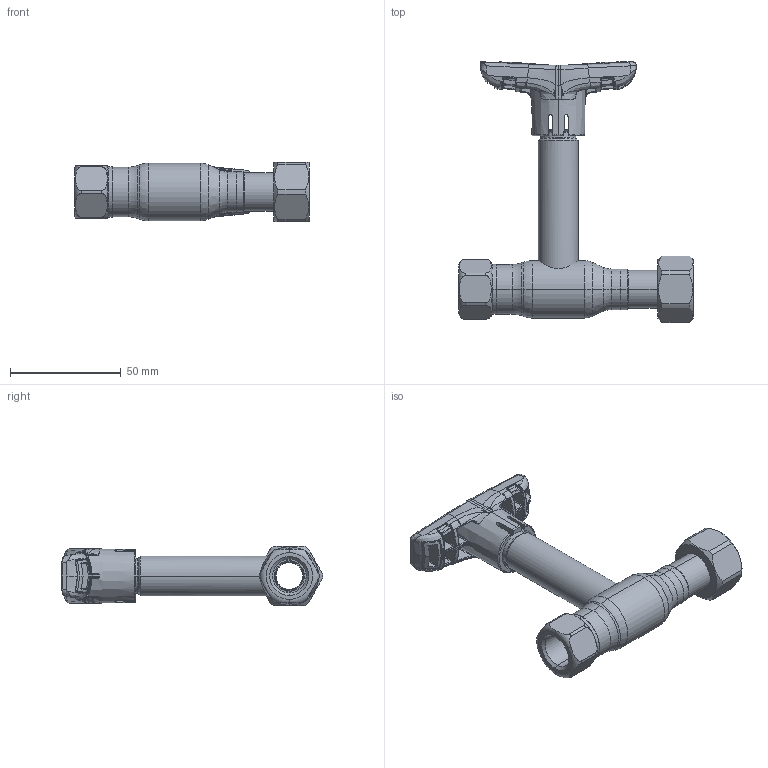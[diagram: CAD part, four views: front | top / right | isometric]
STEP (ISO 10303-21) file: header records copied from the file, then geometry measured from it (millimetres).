
FILE_DESCRIPTION (( 'STEP AP214' ), '1' );
FILE_NAME ('1010002201-1400.step', '2024-01-16T11:15:59', ( '' ), ( '' ), 'SwSTEP 2.0', 'SolidWorks 2021', '' );
FILE_SCHEMA (( 'AUTOMOTIVE_DESIGN' ));
Length unit declared in the file: millimetre
Products named in the file (1): 1010002201-1400
Bounding box: 105.9 x 117.78 x 27 mm (x, y, z)
Surface area: 24426.4 mm2 (no closed solid volume)
Topology: 0 solids, 10 shells, 736 faces, 2099 edges, 1291 vertices
Faces by surface type: bspline 549, plane 60, cylinder 54, cone 31, torus 31, sphere 11
Entity records: 54817 total; most frequent: CARTESIAN_POINT 32470, ORIENTED_EDGE 3705, EDGE_CURVE 2087, DIRECTION 1569, B_SPLINE_CURVE_WITH_KNOTS 1394, VERTEX_POINT 1287, EDGE_LOOP 747, UNCERTAINTY_MEASURE_WITH_UNIT 738
